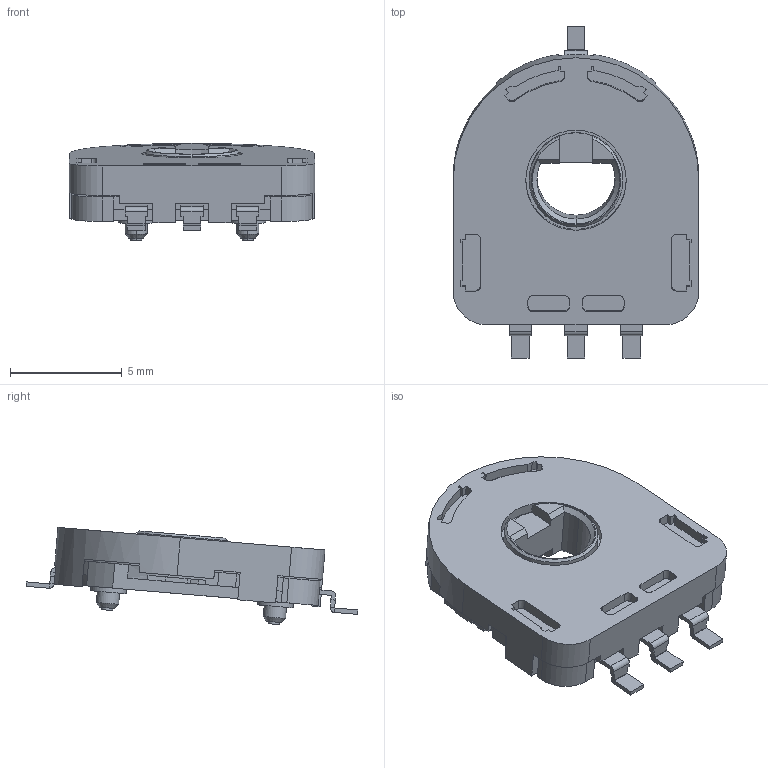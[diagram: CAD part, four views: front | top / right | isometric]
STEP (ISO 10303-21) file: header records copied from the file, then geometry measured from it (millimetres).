
FILE_DESCRIPTION(('FreeCAD Model'),'2;1');
FILE_NAME('Varistor_EVERSON_RP12S103BA_10k_4H_11x12x2.75mm.step','2020-02-21T17:24:56',('Author'),( ''),'Open CASCADE STEP processor 7.3','FreeCAD','Unknown');
FILE_SCHEMA(('AUTOMOTIVE_DESIGN { 1 0 10303 214 1 1 1 1 }'));
Length unit declared in the file: millimetre
Products named in the file (1): RDC503051A
Bounding box: 11 x 14.86 x 4.35 mm (x, y, z)
Volume: 252.9 mm3; surface area: 498.5 mm2
Topology: 1 solids, 1 shells, 459 faces, 1259 edges, 821 vertices
Faces by surface type: plane 302, cylinder 132, cone 25
Entity records: 31684 total; most frequent: CARTESIAN_POINT 6456, DIRECTION 4830, LINE 3061, VECTOR 3061, ORIENTED_EDGE 2518, PCURVE 2518, DEFINITIONAL_REPRESENTATION 2518, EDGE_CURVE 1259
